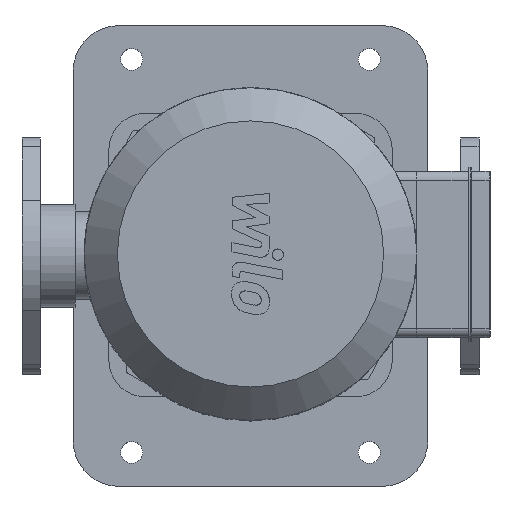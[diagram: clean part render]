
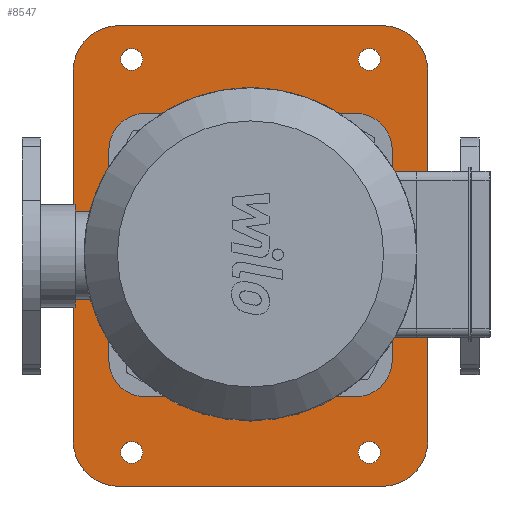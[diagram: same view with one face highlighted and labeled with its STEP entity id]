
A CAD part, top view. The second image highlights one B-rep face of the part: STEP entity #8547.
In plain terms, the highlighted planar face has unit normal (0, 0, 1).
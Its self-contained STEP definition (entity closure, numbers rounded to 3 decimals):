
#748=LINE('',#14593,#1477);
#755=LINE('',#14607,#1484);
#756=LINE('',#14611,#1485);
#757=LINE('',#14615,#1486);
#758=LINE('',#14627,#1487);
#759=LINE('',#14631,#1488);
#760=LINE('',#14635,#1489);
#761=LINE('',#14639,#1490);
#1477=VECTOR('',#11656,144.);
#1484=VECTOR('',#11665,202.);
#1485=VECTOR('',#11668,144.);
#1486=VECTOR('',#11671,202.);
#1487=VECTOR('',#11682,90.);
#1488=VECTOR('',#11685,90.);
#1489=VECTOR('',#11688,90.);
#1490=VECTOR('',#11691,90.);
#1862=PLANE('',#9413);
#1974=FACE_BOUND('',#2962,.T.);
#1975=FACE_BOUND('',#2963,.T.);
#1976=FACE_BOUND('',#2964,.T.);
#1977=FACE_BOUND('',#2965,.T.);
#1978=FACE_BOUND('',#2966,.T.);
#2419=FACE_OUTER_BOUND('',#2961,.T.);
#2961=EDGE_LOOP('',(#7623,#7624,#7625,#7626,#7627,#7628,#7629,#7630));
#2962=EDGE_LOOP('',(#7631));
#2963=EDGE_LOOP('',(#7632));
#2964=EDGE_LOOP('',(#7633));
#2965=EDGE_LOOP('',(#7634));
#2966=EDGE_LOOP('',(#7635,#7636,#7637,#7638,#7639,#7640,#7641,#7642));
#3494=CIRCLE('',#9411,25.);
#3495=CIRCLE('',#9414,25.);
#3496=CIRCLE('',#9415,25.);
#3497=CIRCLE('',#9416,25.);
#3498=CIRCLE('',#9417,6.);
#3499=CIRCLE('',#9418,6.);
#3500=CIRCLE('',#9419,6.);
#3501=CIRCLE('',#9420,6.);
#3502=CIRCLE('',#9421,25.);
#3503=CIRCLE('',#9422,25.);
#3504=CIRCLE('',#9423,25.);
#3505=CIRCLE('',#9424,25.);
#4220=VERTEX_POINT('',#14586);
#4221=VERTEX_POINT('',#14588);
#4222=VERTEX_POINT('',#14592);
#4228=VERTEX_POINT('',#14606);
#4229=VERTEX_POINT('',#14608);
#4230=VERTEX_POINT('',#14610);
#4231=VERTEX_POINT('',#14612);
#4232=VERTEX_POINT('',#14614);
#4233=VERTEX_POINT('',#14617);
#4234=VERTEX_POINT('',#14619);
#4235=VERTEX_POINT('',#14621);
#4236=VERTEX_POINT('',#14623);
#4237=VERTEX_POINT('',#14625);
#4238=VERTEX_POINT('',#14626);
#4239=VERTEX_POINT('',#14628);
#4240=VERTEX_POINT('',#14630);
#4241=VERTEX_POINT('',#14632);
#4242=VERTEX_POINT('',#14634);
#4243=VERTEX_POINT('',#14636);
#4244=VERTEX_POINT('',#14638);
#5385=EDGE_CURVE('',#4220,#4221,#3494,.T.);
#5387=EDGE_CURVE('',#4222,#4221,#748,.T.);
#5394=EDGE_CURVE('',#4220,#4228,#755,.T.);
#5395=EDGE_CURVE('',#4229,#4228,#3495,.T.);
#5396=EDGE_CURVE('',#4229,#4230,#756,.T.);
#5397=EDGE_CURVE('',#4231,#4230,#3496,.T.);
#5398=EDGE_CURVE('',#4231,#4232,#757,.T.);
#5399=EDGE_CURVE('',#4222,#4232,#3497,.T.);
#5400=EDGE_CURVE('',#4233,#4233,#3498,.T.);
#5401=EDGE_CURVE('',#4234,#4234,#3499,.T.);
#5402=EDGE_CURVE('',#4235,#4235,#3500,.T.);
#5403=EDGE_CURVE('',#4236,#4236,#3501,.T.);
#5404=EDGE_CURVE('',#4237,#4238,#758,.T.);
#5405=EDGE_CURVE('',#4238,#4239,#3502,.T.);
#5406=EDGE_CURVE('',#4239,#4240,#759,.T.);
#5407=EDGE_CURVE('',#4240,#4241,#3503,.T.);
#5408=EDGE_CURVE('',#4241,#4242,#760,.T.);
#5409=EDGE_CURVE('',#4242,#4243,#3504,.T.);
#5410=EDGE_CURVE('',#4243,#4244,#761,.T.);
#5411=EDGE_CURVE('',#4244,#4237,#3505,.T.);
#7623=ORIENTED_EDGE('',*,*,#5385,.F.);
#7624=ORIENTED_EDGE('',*,*,#5394,.T.);
#7625=ORIENTED_EDGE('',*,*,#5395,.F.);
#7626=ORIENTED_EDGE('',*,*,#5396,.T.);
#7627=ORIENTED_EDGE('',*,*,#5397,.F.);
#7628=ORIENTED_EDGE('',*,*,#5398,.T.);
#7629=ORIENTED_EDGE('',*,*,#5399,.F.);
#7630=ORIENTED_EDGE('',*,*,#5387,.T.);
#7631=ORIENTED_EDGE('',*,*,#5400,.T.);
#7632=ORIENTED_EDGE('',*,*,#5401,.T.);
#7633=ORIENTED_EDGE('',*,*,#5402,.T.);
#7634=ORIENTED_EDGE('',*,*,#5403,.T.);
#7635=ORIENTED_EDGE('',*,*,#5404,.T.);
#7636=ORIENTED_EDGE('',*,*,#5405,.T.);
#7637=ORIENTED_EDGE('',*,*,#5406,.T.);
#7638=ORIENTED_EDGE('',*,*,#5407,.T.);
#7639=ORIENTED_EDGE('',*,*,#5408,.T.);
#7640=ORIENTED_EDGE('',*,*,#5409,.T.);
#7641=ORIENTED_EDGE('',*,*,#5410,.T.);
#7642=ORIENTED_EDGE('',*,*,#5411,.T.);
#8547=ADVANCED_FACE('',(#2419,#1974,#1975,#1976,#1977,#1978),#1862,.F.);
#9411=AXIS2_PLACEMENT_3D('',#14589,#11651,#11652);
#9413=AXIS2_PLACEMENT_3D('',#14605,#11663,#11664);
#9414=AXIS2_PLACEMENT_3D('',#14609,#11666,#11667);
#9415=AXIS2_PLACEMENT_3D('',#14613,#11669,#11670);
#9416=AXIS2_PLACEMENT_3D('',#14616,#11672,#11673);
#9417=AXIS2_PLACEMENT_3D('',#14618,#11674,#11675);
#9418=AXIS2_PLACEMENT_3D('',#14620,#11676,#11677);
#9419=AXIS2_PLACEMENT_3D('',#14622,#11678,#11679);
#9420=AXIS2_PLACEMENT_3D('',#14624,#11680,#11681);
#9421=AXIS2_PLACEMENT_3D('',#14629,#11683,#11684);
#9422=AXIS2_PLACEMENT_3D('',#14633,#11686,#11687);
#9423=AXIS2_PLACEMENT_3D('',#14637,#11689,#11690);
#9424=AXIS2_PLACEMENT_3D('',#14640,#11692,#11693);
#11651=DIRECTION('center_axis',(0.,0.,-1.));
#11652=DIRECTION('ref_axis',(0.707,-0.707,0.));
#11656=DIRECTION('',(1.,0.,0.));
#11663=DIRECTION('center_axis',(0.,0.,-1.));
#11664=DIRECTION('ref_axis',(0.,-1.,0.));
#11665=DIRECTION('',(0.,1.,0.));
#11666=DIRECTION('center_axis',(0.,0.,-1.));
#11667=DIRECTION('ref_axis',(0.707,0.707,0.));
#11668=DIRECTION('',(-1.,0.,0.));
#11669=DIRECTION('center_axis',(0.,0.,-1.));
#11670=DIRECTION('ref_axis',(-0.707,0.707,0.));
#11671=DIRECTION('',(0.,-1.,0.));
#11672=DIRECTION('center_axis',(0.,0.,-1.));
#11673=DIRECTION('ref_axis',(-0.707,-0.707,0.));
#11674=DIRECTION('center_axis',(0.,0.,-1.));
#11675=DIRECTION('ref_axis',(0.,1.,0.));
#11676=DIRECTION('center_axis',(0.,0.,-1.));
#11677=DIRECTION('ref_axis',(0.,1.,0.));
#11678=DIRECTION('center_axis',(0.,0.,-1.));
#11679=DIRECTION('ref_axis',(0.,1.,0.));
#11680=DIRECTION('center_axis',(0.,0.,-1.));
#11681=DIRECTION('ref_axis',(0.,1.,0.));
#11682=DIRECTION('',(-1.,0.,0.));
#11683=DIRECTION('center_axis',(0.,0.,-1.));
#11684=DIRECTION('ref_axis',(-1.,0.,0.));
#11685=DIRECTION('',(0.,1.,0.));
#11686=DIRECTION('center_axis',(0.,0.,-1.));
#11687=DIRECTION('ref_axis',(0.,1.,0.));
#11688=DIRECTION('',(1.,0.,0.));
#11689=DIRECTION('center_axis',(0.,0.,-1.));
#11690=DIRECTION('ref_axis',(1.,0.,0.));
#11691=DIRECTION('',(0.,-1.,0.));
#11692=DIRECTION('center_axis',(0.,0.,-1.));
#11693=DIRECTION('ref_axis',(0.,-1.,0.));
#14586=CARTESIAN_POINT('',(97.,-101.,24.75));
#14588=CARTESIAN_POINT('',(72.,-126.,24.75));
#14589=CARTESIAN_POINT('Origin',(72.,-101.,24.75));
#14592=CARTESIAN_POINT('',(-72.,-126.,24.75));
#14593=CARTESIAN_POINT('',(-97.,-126.,24.75));
#14605=CARTESIAN_POINT('Origin',(0.,0.,
24.75));
#14606=CARTESIAN_POINT('',(97.,101.,24.75));
#14607=CARTESIAN_POINT('',(97.,-126.,24.75));
#14608=CARTESIAN_POINT('',(72.,126.,24.75));
#14609=CARTESIAN_POINT('Origin',(72.,101.,24.75));
#14610=CARTESIAN_POINT('',(-72.,126.,24.75));
#14611=CARTESIAN_POINT('',(97.,126.,24.75));
#14612=CARTESIAN_POINT('',(-97.,101.,24.75));
#14613=CARTESIAN_POINT('Origin',(-72.,101.,24.75));
#14614=CARTESIAN_POINT('',(-97.,-101.,24.75));
#14615=CARTESIAN_POINT('',(-97.,126.,24.75));
#14616=CARTESIAN_POINT('Origin',(-72.,-101.,24.75));
#14617=CARTESIAN_POINT('',(-65.,101.5,24.75));
#14618=CARTESIAN_POINT('Origin',(-65.,107.5,24.75));
#14619=CARTESIAN_POINT('',(-65.,-113.5,24.75));
#14620=CARTESIAN_POINT('Origin',(-65.,-107.5,24.75));
#14621=CARTESIAN_POINT('',(65.,101.5,24.75));
#14622=CARTESIAN_POINT('Origin',(65.,107.5,24.75));
#14623=CARTESIAN_POINT('',(65.,-113.5,24.75));
#14624=CARTESIAN_POINT('Origin',(65.,-107.5,24.75));
#14625=CARTESIAN_POINT('',(45.,-70.,24.75));
#14626=CARTESIAN_POINT('',(-45.,-70.,24.75));
#14627=CARTESIAN_POINT('',(22.5,-70.,24.75));
#14628=CARTESIAN_POINT('',(-70.,-45.,24.75));
#14629=CARTESIAN_POINT('Origin',(-45.,-45.,24.75));
#14630=CARTESIAN_POINT('',(-70.,45.,24.75));
#14631=CARTESIAN_POINT('',(-70.,-22.5,24.75));
#14632=CARTESIAN_POINT('',(-45.,70.,24.75));
#14633=CARTESIAN_POINT('Origin',(-45.,45.,24.75));
#14634=CARTESIAN_POINT('',(45.,70.,24.75));
#14635=CARTESIAN_POINT('',(-22.5,70.,24.75));
#14636=CARTESIAN_POINT('',(70.,45.,24.75));
#14637=CARTESIAN_POINT('Origin',(45.,45.,24.75));
#14638=CARTESIAN_POINT('',(70.,-45.,24.75));
#14639=CARTESIAN_POINT('',(70.,22.5,24.75));
#14640=CARTESIAN_POINT('Origin',(45.,-45.,24.75));
